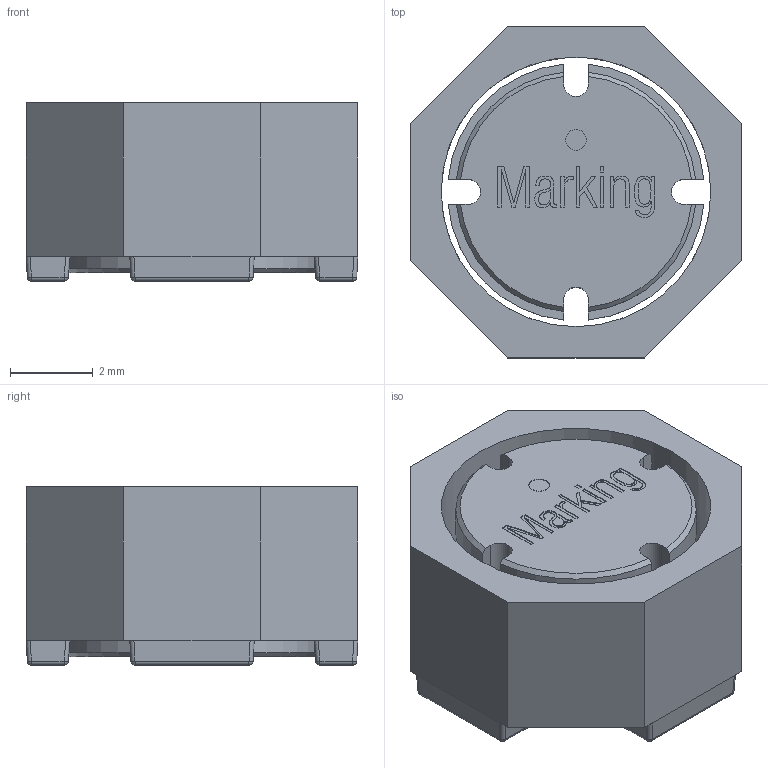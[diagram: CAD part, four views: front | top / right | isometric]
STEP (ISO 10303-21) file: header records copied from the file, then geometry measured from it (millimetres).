
FILE_DESCRIPTION(/* description */ ('Unknown'),/* implementation_level */ '2;1');
FILE_NAME(/* name */ 'L_Wurth_WE-TPC-8043',/* time_stamp */ '2023-02-02T10:36:43+08:00',/* author */ ('Unknown'),/* organization */ ('Unknown'),/* preprocessor_version */ 'ST-DEVELOPER v16.7',/* originating_system */ 'Solid Edge',/* authorisation */ 'Unknown');
FILE_SCHEMA (('AUTOMOTIVE_DESIGN {1 0 10303 214 3 1 1}'));
Length unit declared in the file: millimetre
Products named in the file (2): L_Wurth_WE-TPC-8043
Assembly tree (1 placements, depth 2):
  L_Wurth_WE-TPC-8043
    L_Wurth_WE-TPC-8043
Bounding box: 8 x 8 x 4.3 mm (x, y, z)
Volume: 143.1 mm3; surface area: 382.5 mm2
Topology: 2 solids, 2 shells, 219 faces, 558 edges, 340 vertices
Faces by surface type: plane 128, cylinder 47, sphere 16, bspline 12, cone 12, torus 4
Full cylindrical faces by diameter (mm): 0.5 x1, 3.3 x1, 6.5 x1
Entity records: 8309 total; most frequent: CARTESIAN_POINT 1607, ORIENTED_EDGE 1074, DIRECTION 1024, EDGE_CURVE 537, LINE 372, VECTOR 372, VERTEX_POINT 339, AXIS2_PLACEMENT_3D 326
